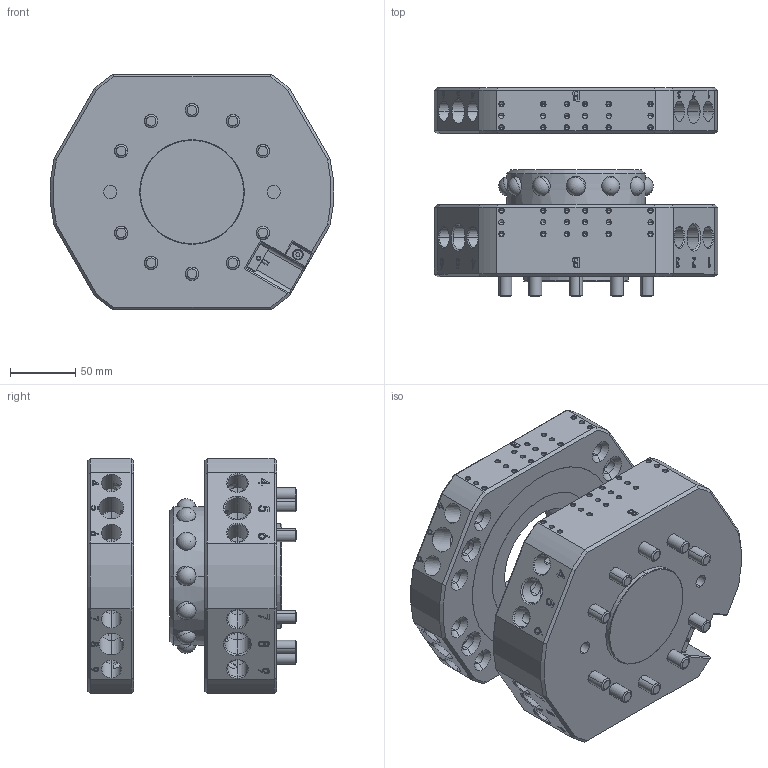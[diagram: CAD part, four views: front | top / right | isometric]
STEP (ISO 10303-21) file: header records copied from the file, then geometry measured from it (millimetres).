
FILE_DESCRIPTION (( 'STEP AP203' ), '1' );
FILE_NAME ('QTC300.STEP', '2025-12-17T07:45:38', ( 'USER-' ), ( 'Microsoft' ), 'SwSTEP 2.0', 'SolidWorks 2018', '' );
FILE_SCHEMA (( 'CONFIG_CONTROL_DESIGN' ));
Length unit declared in the file: millimetre
Products named in the file (12): 16x8-R1.5; QTC300-T-09 譫攫翋釱; 4mm眻噤換覜ん-1; 内六角圆柱头螺钉[GBT70_1-2008][M6×25]; QTC300-M-05 詩紩; QTC300; QTC50-M-08 QTC換覜ん揤輸; QTC300-T-10 結遠; QTC300-M-03 鼠攫詩迖; QTC300-M-01 鼠攫翋釱; 电容传感器8x23接近开关; 内六角圆柱头螺钉[GBT70_1-2008][M10×60]_M10×60
Assembly tree (34 placements, depth 2):
  QTC300
    QTC300-M-01 鼠攫翋釱
    QTC300-M-03 鼠攫詩迖
    QTC300-M-05 詩紩  x12
    QTC300-T-09 譫攫翋釱
    QTC300-T-10 結遠
    4mm眻噤換覜ん-1  x2
    QTC50-M-08 QTC換覜ん揤輸  x2
    内六角圆柱头螺钉[GBT70_1-2008][M6×25]
    内六角圆柱头螺钉[GBT70_1-2008][M10×60]_M10×60  x10
    16x8-R1.5  x2
    电容传感器8x23接近开关
Bounding box: 216.34 x 159.23 x 180 mm (x, y, z)
Volume: 2893261.6 mm3; surface area: 368656.5 mm2
Topology: 34 solids, 35 shells, 2428 faces, 6180 edges, 3874 vertices
Faces by surface type: plane 914, cylinder 623, cone 423, bspline 396, torus 48, sphere 24
Entity records: 69465 total; most frequent: CARTESIAN_POINT 28070, ORIENTED_EDGE 8320, DIRECTION 7675, EDGE_CURVE 4160, AXIS2_PLACEMENT_3D 2692, VERTEX_POINT 2664, VECTOR 2291, LINE 2291
